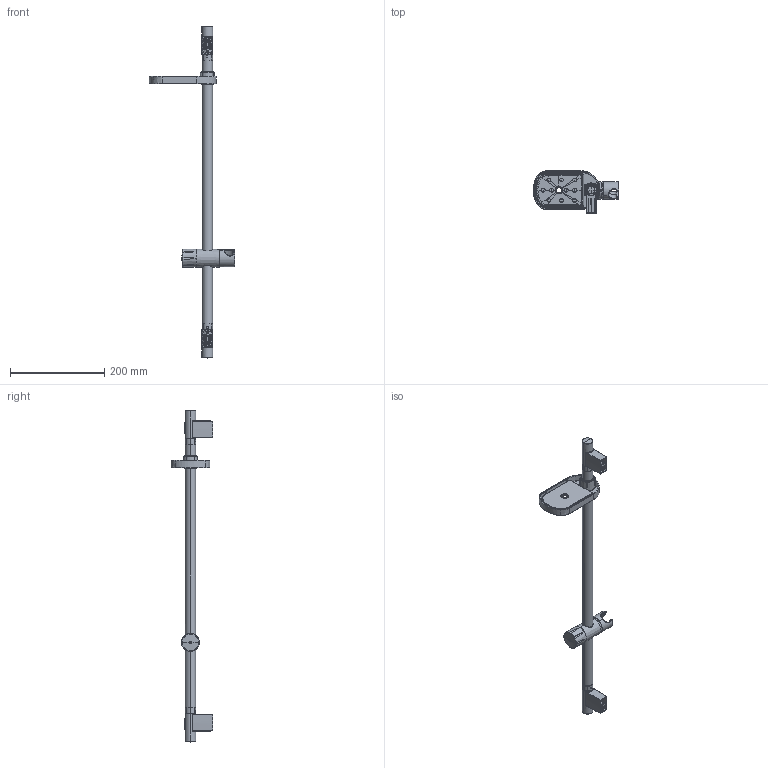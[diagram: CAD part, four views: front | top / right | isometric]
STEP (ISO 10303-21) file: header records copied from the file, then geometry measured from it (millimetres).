
FILE_DESCRIPTION((''),'2;1');
FILE_NAME('ZSAL108CR','2021-11-15T11:37:54',('ut3'),('PAFFONI SpA'),'CREO PARAMETRIC BY PTC INC, 2020044','CREO PARAMETRIC BY PTC INC, 2020044','');
FILE_SCHEMA(('CONFIG_CONTROL_DESIGN','SHAPE_APPEARANCE_LAYERS_GROUPS'));
Products named in the file (1): ZSAL108CR
Bounding box: 182.25 x 89.26 x 706 mm (x, y, z)
Volume: 173932.2 mm3; surface area: 198413.5 mm2
Topology: 4 solids, 4 shells, 1114 faces, 3070 edges, 1930 vertices
Faces by surface type: plane 340, cylinder 275, bspline 218, cone 128, torus 77, sphere 68, revolution 8
Entity records: 73326 total; most frequent: CARTESIAN_POINT 40137, ORIENTED_EDGE 6024, DIRECTION 4284, EDGE_CURVE 3012, VERTEX_POINT 1930, AXIS2_PLACEMENT_3D 1699, B_SPLINE_CURVE_WITH_KNOTS 1331, EDGE_LOOP 1186
